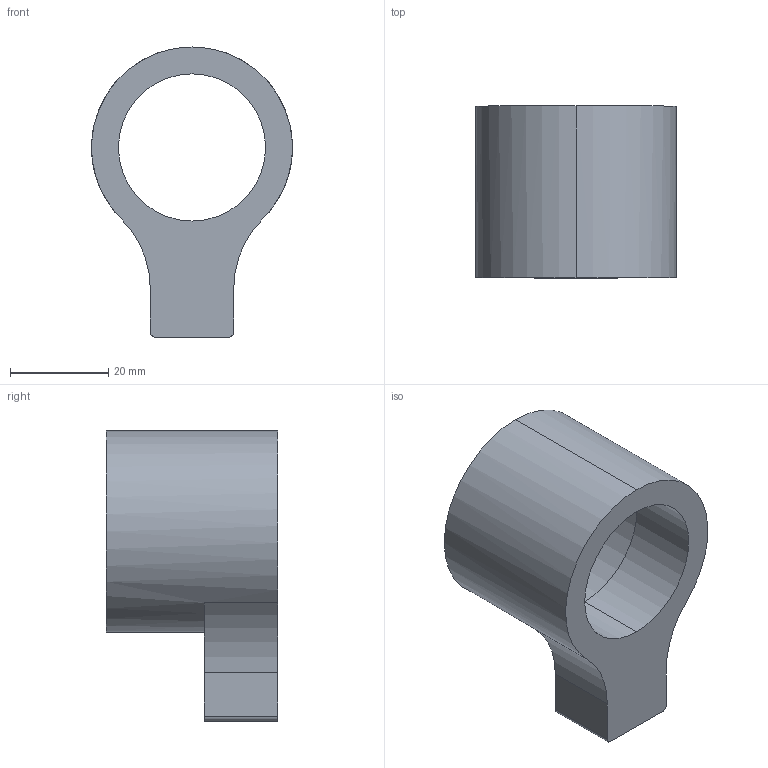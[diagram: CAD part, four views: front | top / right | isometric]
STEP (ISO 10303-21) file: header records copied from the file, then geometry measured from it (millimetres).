
FILE_DESCRIPTION (( 'STEP AP203' ), '1' );
FILE_NAME ('support_ferme.STEP', '2025-06-30T10:48:10', ( '' ), ( '' ), 'SwSTEP 2.0', 'SolidWorks 2023', '' );
FILE_SCHEMA (( 'CONFIG_CONTROL_DESIGN' ));
Length unit declared in the file: millimetre
Products named in the file (1): support_ferme
Bounding box: 41 x 35 x 59.15 mm (x, y, z)
Volume: 18911.8 mm3; surface area: 10899.4 mm2
Topology: 1 solids, 1 shells, 21 faces, 52 edges, 33 vertices
Faces by surface type: cylinder 12, plane 7, cone 2
Entity records: 703 total; most frequent: DIRECTION 120, CARTESIAN_POINT 105, ORIENTED_EDGE 100, EDGE_CURVE 50, AXIS2_PLACEMENT_3D 48, VERTEX_POINT 33, CIRCLE 26, EDGE_LOOP 25
